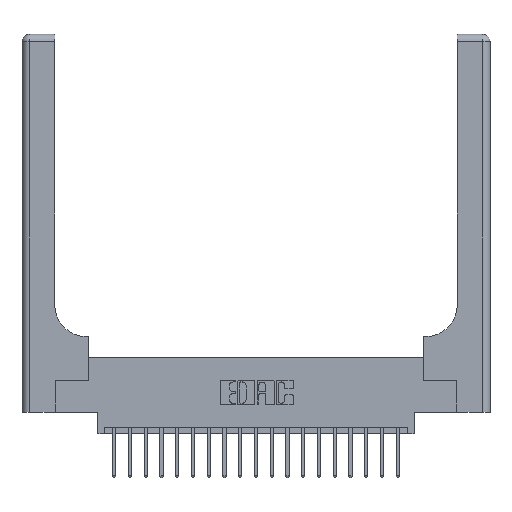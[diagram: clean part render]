
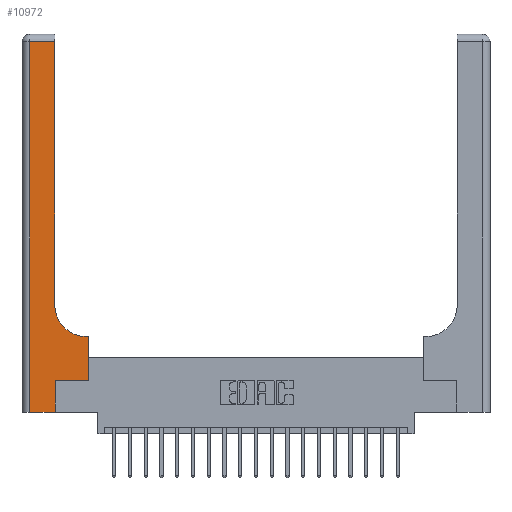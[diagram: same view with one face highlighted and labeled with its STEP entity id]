
A CAD part, top view. The second image highlights one B-rep face of the part: STEP entity #10972.
In plain terms, the highlighted planar face has unit normal (0, 0, 1).
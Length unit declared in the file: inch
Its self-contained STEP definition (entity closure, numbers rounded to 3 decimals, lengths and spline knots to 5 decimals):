
#151 = EDGE_CURVE ( 'NONE', #17240, #19532, #19289, .T. ) ;
#963 = VECTOR ( 'NONE', #19339, 39.37008 ) ;
#1076 = CARTESIAN_POINT ( 'NONE',  ( 0.265, 0., 0.37 ) ) ;
#1381 = LINE ( 'NONE', #19464, #4208 ) ;
#1766 = EDGE_LOOP ( 'NONE', ( #15587, #19708, #19518, #11185, #12656, #10445, #16432, #16106, #4586 ) ) ;
#1788 = DIRECTION ( 'NONE',  ( -1., 0., 0. ) ) ;
#1892 = DIRECTION ( 'NONE',  ( 1., 0., 0. ) ) ;
#2288 = VERTEX_POINT ( 'NONE', #12576 ) ;
#2335 = CARTESIAN_POINT ( 'NONE',  ( 0.265, 0., 0.37 ) ) ;
#2638 = DIRECTION ( 'NONE',  ( 0., 0., -1. ) ) ;
#2821 = VECTOR ( 'NONE', #19096, 39.37008 ) ;
#3164 = EDGE_CURVE ( 'NONE', #17287, #3523, #15842, .T. ) ;
#3280 = EDGE_CURVE ( 'NONE', #14193, #20411, #4202, .T. ) ;
#3523 = VERTEX_POINT ( 'NONE', #15569 ) ;
#4026 = CARTESIAN_POINT ( 'NONE',  ( 0.26, 3., 0.37 ) ) ;
#4202 = LINE ( 'NONE', #17564, #13437 ) ;
#4208 = VECTOR ( 'NONE', #6876, 39.37008 ) ;
#4374 = VECTOR ( 'NONE', #17798, 39.37008 ) ;
#4478 = VECTOR ( 'NONE', #1788, 39.37008 ) ;
#4525 = DIRECTION ( 'NONE',  ( 0., 1., 0. ) ) ;
#4586 = ORIENTED_EDGE ( 'NONE', *, *, #13661, .T. ) ;
#5037 = LINE ( 'NONE', #8480, #4478 ) ;
#5144 = CARTESIAN_POINT ( 'NONE',  ( 0.26, 0.85, 0.37 ) ) ;
#6256 = PLANE ( 'NONE',  #14394 ) ;
#6479 = CARTESIAN_POINT ( 'NONE',  ( 0.06, 3., 0.37 ) ) ;
#6876 = DIRECTION ( 'NONE',  ( 1., 0., 0. ) ) ;
#7877 = FACE_OUTER_BOUND ( 'NONE', #1766, .T. ) ;
#8043 = CARTESIAN_POINT ( 'NONE',  ( 0.528, 0.25, 0.37 ) ) ;
#8211 = VECTOR ( 'NONE', #1892, 39.37008 ) ;
#8480 = CARTESIAN_POINT ( 'NONE',  ( 0., 2.94, 0.37 ) ) ;
#8517 = EDGE_CURVE ( 'NONE', #11190, #14193, #17535, .T. ) ;
#9617 = VECTOR ( 'NONE', #4525, 39.37008 ) ;
#9637 = EDGE_CURVE ( 'NONE', #19532, #17287, #16671, .T. ) ;
#9807 = CARTESIAN_POINT ( 'NONE',  ( 0., 3., 0.37 ) ) ;
#10445 = ORIENTED_EDGE ( 'NONE', *, *, #18055, .T. ) ;
#10972 = ADVANCED_FACE ( 'NONE', ( #7877 ), #6256, .F. ) ;
#11185 = ORIENTED_EDGE ( 'NONE', *, *, #9637, .T. ) ;
#11190 = VERTEX_POINT ( 'NONE', #11763 ) ;
#11763 = CARTESIAN_POINT ( 'NONE',  ( 0.528, 0.25, 0.37 ) ) ;
#12130 = LINE ( 'NONE', #4026, #2821 ) ;
#12369 = CARTESIAN_POINT ( 'NONE',  ( 0.51, 0.85, 0.37 ) ) ;
#12452 = CARTESIAN_POINT ( 'NONE',  ( 0.528, 0.6, 0.37 ) ) ;
#12576 = CARTESIAN_POINT ( 'NONE',  ( 0.26, 2.94, 0.37 ) ) ;
#12656 = ORIENTED_EDGE ( 'NONE', *, *, #3164, .T. ) ;
#13234 = CARTESIAN_POINT ( 'NONE',  ( 0., 0., 0.37 ) ) ;
#13437 = VECTOR ( 'NONE', #19166, 39.37008 ) ;
#13517 = EDGE_CURVE ( 'NONE', #2288, #17240, #5037, .T. ) ;
#13591 = VERTEX_POINT ( 'NONE', #5144 ) ;
#13661 = EDGE_CURVE ( 'NONE', #20411, #13591, #19258, .T. ) ;
#13770 = AXIS2_PLACEMENT_3D ( 'NONE', #12369, #2638, #13856 ) ;
#13856 = DIRECTION ( 'NONE',  ( 1., 0., 0. ) ) ;
#13867 = CARTESIAN_POINT ( 'NONE',  ( 0.06, 0., 0.37 ) ) ;
#14193 = VERTEX_POINT ( 'NONE', #12452 ) ;
#14394 = AXIS2_PLACEMENT_3D ( 'NONE', #9807, #16388, #17995 ) ;
#15464 = EDGE_CURVE ( 'NONE', #13591, #2288, #12130, .T. ) ;
#15569 = CARTESIAN_POINT ( 'NONE',  ( 0.265, 0.25, 0.37 ) ) ;
#15587 = ORIENTED_EDGE ( 'NONE', *, *, #15464, .T. ) ;
#15842 = LINE ( 'NONE', #1076, #9617 ) ;
#16106 = ORIENTED_EDGE ( 'NONE', *, *, #3280, .T. ) ;
#16388 = DIRECTION ( 'NONE',  ( 0., 0., -1. ) ) ;
#16432 = ORIENTED_EDGE ( 'NONE', *, *, #8517, .T. ) ;
#16671 = LINE ( 'NONE', #13234, #8211 ) ;
#17240 = VERTEX_POINT ( 'NONE', #17325 ) ;
#17287 = VERTEX_POINT ( 'NONE', #2335 ) ;
#17325 = CARTESIAN_POINT ( 'NONE',  ( 0.06, 2.94, 0.37 ) ) ;
#17535 = LINE ( 'NONE', #8043, #963 ) ;
#17564 = CARTESIAN_POINT ( 'NONE',  ( 0.26, 0.6, 0.37 ) ) ;
#17798 = DIRECTION ( 'NONE',  ( 0., -1., 0. ) ) ;
#17976 = CARTESIAN_POINT ( 'NONE',  ( 0.51, 0.6, 0.37 ) ) ;
#17995 = DIRECTION ( 'NONE',  ( -1., 0., 0. ) ) ;
#18055 = EDGE_CURVE ( 'NONE', #3523, #11190, #1381, .T. ) ;
#19096 = DIRECTION ( 'NONE',  ( 0., 1., 0. ) ) ;
#19166 = DIRECTION ( 'NONE',  ( -1., 0., 0. ) ) ;
#19258 = CIRCLE ( 'NONE', #13770, 0.25 ) ;
#19289 = LINE ( 'NONE', #6479, #4374 ) ;
#19339 = DIRECTION ( 'NONE',  ( 0., 1., 0. ) ) ;
#19464 = CARTESIAN_POINT ( 'NONE',  ( 0.265, 0.25, 0.37 ) ) ;
#19518 = ORIENTED_EDGE ( 'NONE', *, *, #151, .T. ) ;
#19532 = VERTEX_POINT ( 'NONE', #13867 ) ;
#19708 = ORIENTED_EDGE ( 'NONE', *, *, #13517, .T. ) ;
#20411 = VERTEX_POINT ( 'NONE', #17976 ) ;
